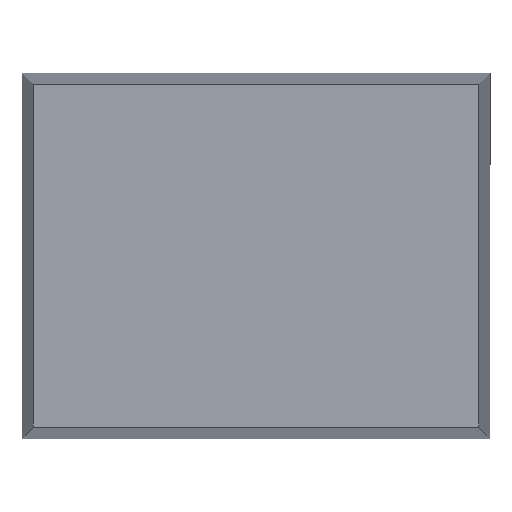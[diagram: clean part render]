
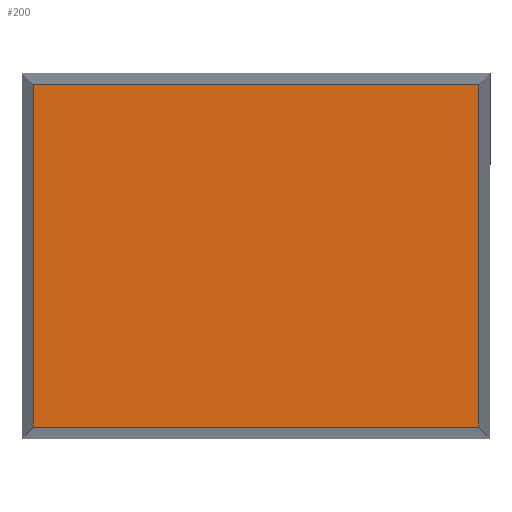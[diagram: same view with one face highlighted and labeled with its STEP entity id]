
A CAD part, top view. The second image highlights one B-rep face of the part: STEP entity #200.
In plain terms, the highlighted planar face has unit normal (0, 0, 1).
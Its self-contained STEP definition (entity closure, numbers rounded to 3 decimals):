
#70=CARTESIAN_POINT('',(-2.475,-1.905,4.2));
#71=VERTEX_POINT('',#70);
#72=CARTESIAN_POINT('',(-2.475,1.905,4.2));
#73=VERTEX_POINT('',#72);
#74=CARTESIAN_POINT('',(-2.475,-1.905,4.2));
#75=DIRECTION('',(0.0,1.0,0.0));
#76=VECTOR('',#75,3.81);
#77=LINE('',#74,#76);
#78=EDGE_CURVE('',#71,#73,#77,.T.);
#119=CARTESIAN_POINT('',(2.475,1.905,4.2));
#120=VERTEX_POINT('',#119);
#121=CARTESIAN_POINT('',(-2.475,1.905,4.2));
#122=DIRECTION('',(1.0,0.0,0.0));
#123=VECTOR('',#122,4.95);
#124=LINE('',#121,#123);
#125=EDGE_CURVE('',#73,#120,#124,.T.);
#150=CARTESIAN_POINT('',(2.475,-1.905,4.2));
#151=VERTEX_POINT('',#150);
#152=CARTESIAN_POINT('',(2.475,1.905,4.2));
#153=DIRECTION('',(0.0,-1.0,0.0));
#154=VECTOR('',#153,3.81);
#155=LINE('',#152,#154);
#156=EDGE_CURVE('',#120,#151,#155,.T.);
#179=CARTESIAN_POINT('',(2.475,-1.905,4.2));
#180=DIRECTION('',(-1.0,0.0,0.0));
#181=VECTOR('',#180,4.95);
#182=LINE('',#179,#181);
#183=EDGE_CURVE('',#151,#71,#182,.T.);
#189=CARTESIAN_POINT('',(0.0,0.0,4.2));
#190=DIRECTION('',(0.0,0.0,1.0));
#191=DIRECTION('',(1.0,0.0,0.0));
#192=AXIS2_PLACEMENT_3D('',#189,#190,#191);
#193=PLANE('',#192);
#194=ORIENTED_EDGE('',*,*,#78,.F.);
#195=ORIENTED_EDGE('',*,*,#183,.F.);
#196=ORIENTED_EDGE('',*,*,#156,.F.);
#197=ORIENTED_EDGE('',*,*,#125,.F.);
#198=EDGE_LOOP('',(#194,#195,#196,#197));
#199=FACE_OUTER_BOUND('',#198,.T.);
#200=ADVANCED_FACE('',(#199),#193,.T.);
